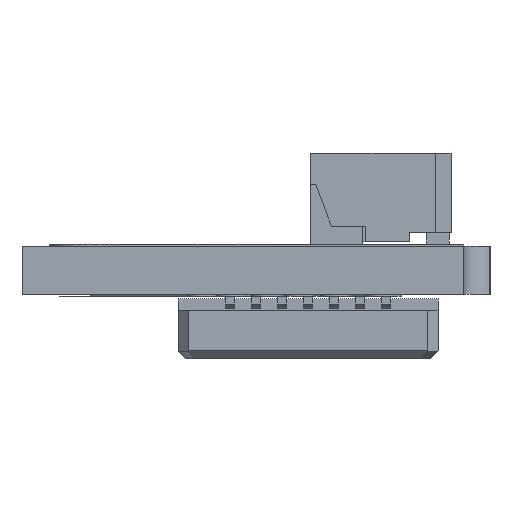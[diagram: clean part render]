
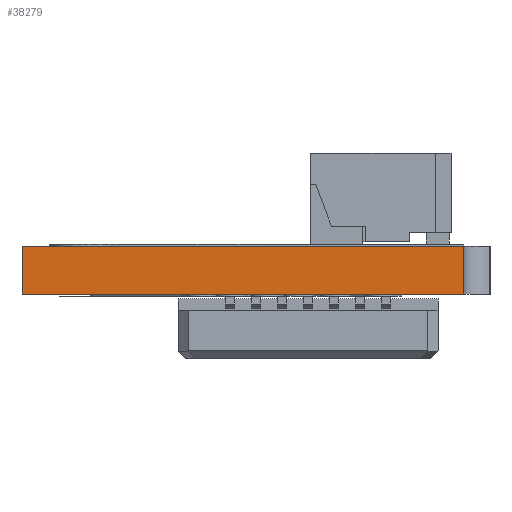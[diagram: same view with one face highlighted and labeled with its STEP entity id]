
A CAD part, left-side view. The second image highlights one B-rep face of the part: STEP entity #38279.
In plain terms, the highlighted planar face has unit normal (-1, 0, 0).
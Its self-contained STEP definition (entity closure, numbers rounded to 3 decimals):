
#38164 = VERTEX_POINT('',#38165);
#38165 = CARTESIAN_POINT('',(0.,9.,-0.465));
#38174 = PLANE('',#38175);
#38175 = AXIS2_PLACEMENT_3D('',#38176,#38177,#38178);
#38176 = CARTESIAN_POINT('',(7.3,9.,0.));
#38177 = DIRECTION('',(0.,-1.,0.));
#38178 = DIRECTION('',(0.,0.,-1.));
#38186 = PLANE('',#38187);
#38187 = AXIS2_PLACEMENT_3D('',#38188,#38189,#38190);
#38188 = CARTESIAN_POINT('',(7.3,4.546,-0.465));
#38189 = DIRECTION('',(0.,0.,1.));
#38190 = DIRECTION('',(1.,0.,0.));
#38198 = EDGE_CURVE('',#38164,#38199,#38201,.T.);
#38199 = VERTEX_POINT('',#38200);
#38200 = CARTESIAN_POINT('',(0.,9.,0.465));
#38201 = SURFACE_CURVE('',#38202,(#38206,#38213),.PCURVE_S1.);
#38202 = LINE('',#38203,#38204);
#38203 = CARTESIAN_POINT('',(0.,9.,0.));
#38204 = VECTOR('',#38205,1.);
#38205 = DIRECTION('',(0.,0.,1.));
#38206 = PCURVE('',#38174,#38207);
#38207 = DEFINITIONAL_REPRESENTATION('',(#38208),#38212);
#38208 = LINE('',#38209,#38210);
#38209 = CARTESIAN_POINT('',(0.,-7.3));
#38210 = VECTOR('',#38211,1.);
#38211 = DIRECTION('',(-1.,0.));
#38212 = ( GEOMETRIC_REPRESENTATION_CONTEXT(2) 
PARAMETRIC_REPRESENTATION_CONTEXT() REPRESENTATION_CONTEXT('2D SPACE',''
  ) );
#38213 = PCURVE('',#38214,#38219);
#38214 = PLANE('',#38215);
#38215 = AXIS2_PLACEMENT_3D('',#38216,#38217,#38218);
#38216 = CARTESIAN_POINT('',(0.,4.75,0.));
#38217 = DIRECTION('',(1.,0.,0.));
#38218 = DIRECTION('',(0.,0.,-1.));
#38219 = DEFINITIONAL_REPRESENTATION('',(#38220),#38224);
#38220 = LINE('',#38221,#38222);
#38221 = CARTESIAN_POINT('',(0.,4.25));
#38222 = VECTOR('',#38223,1.);
#38223 = DIRECTION('',(-1.,0.));
#38224 = ( GEOMETRIC_REPRESENTATION_CONTEXT(2) 
PARAMETRIC_REPRESENTATION_CONTEXT() REPRESENTATION_CONTEXT('2D SPACE',''
  ) );
#38242 = PLANE('',#38243);
#38243 = AXIS2_PLACEMENT_3D('',#38244,#38245,#38246);
#38244 = CARTESIAN_POINT('',(7.3,4.546,0.465));
#38245 = DIRECTION('',(0.,0.,1.));
#38246 = DIRECTION('',(1.,0.,0.));
#38279 = ADVANCED_FACE('',(#38280),#38214,.F.);
#38280 = FACE_BOUND('',#38281,.T.);
#38281 = EDGE_LOOP('',(#38282,#38305,#38332,#38353));
#38282 = ORIENTED_EDGE('',*,*,#38283,.F.);
#38283 = EDGE_CURVE('',#38284,#38164,#38286,.T.);
#38284 = VERTEX_POINT('',#38285);
#38285 = CARTESIAN_POINT('',(0.,0.5,-0.465));
#38286 = SURFACE_CURVE('',#38287,(#38291,#38298),.PCURVE_S1.);
#38287 = LINE('',#38288,#38289);
#38288 = CARTESIAN_POINT('',(0.,0.5,-0.465));
#38289 = VECTOR('',#38290,1.);
#38290 = DIRECTION('',(0.,1.,0.));
#38291 = PCURVE('',#38214,#38292);
#38292 = DEFINITIONAL_REPRESENTATION('',(#38293),#38297);
#38293 = LINE('',#38294,#38295);
#38294 = CARTESIAN_POINT('',(0.465,-4.25));
#38295 = VECTOR('',#38296,1.);
#38296 = DIRECTION('',(0.,1.));
#38297 = ( GEOMETRIC_REPRESENTATION_CONTEXT(2) 
PARAMETRIC_REPRESENTATION_CONTEXT() REPRESENTATION_CONTEXT('2D SPACE',''
  ) );
#38298 = PCURVE('',#38186,#38299);
#38299 = DEFINITIONAL_REPRESENTATION('',(#38300),#38304);
#38300 = LINE('',#38301,#38302);
#38301 = CARTESIAN_POINT('',(-7.3,-4.046));
#38302 = VECTOR('',#38303,1.);
#38303 = DIRECTION('',(0.,1.));
#38304 = ( GEOMETRIC_REPRESENTATION_CONTEXT(2) 
PARAMETRIC_REPRESENTATION_CONTEXT() REPRESENTATION_CONTEXT('2D SPACE',''
  ) );
#38305 = ORIENTED_EDGE('',*,*,#38306,.T.);
#38306 = EDGE_CURVE('',#38284,#38307,#38309,.T.);
#38307 = VERTEX_POINT('',#38308);
#38308 = CARTESIAN_POINT('',(0.,0.5,0.465));
#38309 = SURFACE_CURVE('',#38310,(#38314,#38321),.PCURVE_S1.);
#38310 = LINE('',#38311,#38312);
#38311 = CARTESIAN_POINT('',(0.,0.5,0.));
#38312 = VECTOR('',#38313,1.);
#38313 = DIRECTION('',(0.,0.,1.));
#38314 = PCURVE('',#38214,#38315);
#38315 = DEFINITIONAL_REPRESENTATION('',(#38316),#38320);
#38316 = LINE('',#38317,#38318);
#38317 = CARTESIAN_POINT('',(0.,-4.25));
#38318 = VECTOR('',#38319,1.);
#38319 = DIRECTION('',(-1.,0.));
#38320 = ( GEOMETRIC_REPRESENTATION_CONTEXT(2) 
PARAMETRIC_REPRESENTATION_CONTEXT() REPRESENTATION_CONTEXT('2D SPACE',''
  ) );
#38321 = PCURVE('',#38322,#38327);
#38322 = CYLINDRICAL_SURFACE('',#38323,0.5);
#38323 = AXIS2_PLACEMENT_3D('',#38324,#38325,#38326);
#38324 = CARTESIAN_POINT('',(0.,0.,
    0.));
#38325 = DIRECTION('',(0.,0.,1.));
#38326 = DIRECTION('',(1.,0.,0.));
#38327 = DEFINITIONAL_REPRESENTATION('',(#38328),#38331);
#38328 = B_SPLINE_CURVE_WITH_KNOTS('',1,(#38329,#38330),.UNSPECIFIED.,
  .F.,.F.,(2,2),(-0.465,0.465),.PIECEWISE_BEZIER_KNOTS.);
#38329 = CARTESIAN_POINT('',(1.571,-0.465));
#38330 = CARTESIAN_POINT('',(1.571,0.465));
#38331 = ( GEOMETRIC_REPRESENTATION_CONTEXT(2) 
PARAMETRIC_REPRESENTATION_CONTEXT() REPRESENTATION_CONTEXT('2D SPACE',''
  ) );
#38332 = ORIENTED_EDGE('',*,*,#38333,.T.);
#38333 = EDGE_CURVE('',#38307,#38199,#38334,.T.);
#38334 = SURFACE_CURVE('',#38335,(#38339,#38346),.PCURVE_S1.);
#38335 = LINE('',#38336,#38337);
#38336 = CARTESIAN_POINT('',(0.,0.5,0.465));
#38337 = VECTOR('',#38338,1.);
#38338 = DIRECTION('',(0.,1.,0.));
#38339 = PCURVE('',#38214,#38340);
#38340 = DEFINITIONAL_REPRESENTATION('',(#38341),#38345);
#38341 = LINE('',#38342,#38343);
#38342 = CARTESIAN_POINT('',(-0.465,-4.25));
#38343 = VECTOR('',#38344,1.);
#38344 = DIRECTION('',(0.,1.));
#38345 = ( GEOMETRIC_REPRESENTATION_CONTEXT(2) 
PARAMETRIC_REPRESENTATION_CONTEXT() REPRESENTATION_CONTEXT('2D SPACE',''
  ) );
#38346 = PCURVE('',#38242,#38347);
#38347 = DEFINITIONAL_REPRESENTATION('',(#38348),#38352);
#38348 = LINE('',#38349,#38350);
#38349 = CARTESIAN_POINT('',(-7.3,-4.046));
#38350 = VECTOR('',#38351,1.);
#38351 = DIRECTION('',(0.,1.));
#38352 = ( GEOMETRIC_REPRESENTATION_CONTEXT(2) 
PARAMETRIC_REPRESENTATION_CONTEXT() REPRESENTATION_CONTEXT('2D SPACE',''
  ) );
#38353 = ORIENTED_EDGE('',*,*,#38198,.F.);
